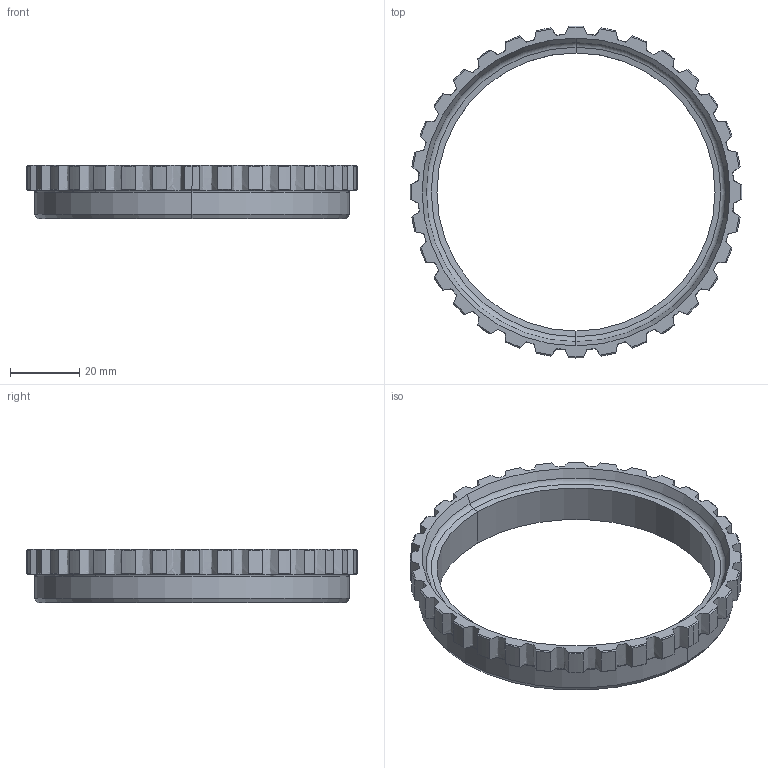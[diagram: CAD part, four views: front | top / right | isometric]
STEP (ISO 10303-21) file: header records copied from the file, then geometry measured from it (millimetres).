
FILE_DESCRIPTION(('3DEXPERIENCE STEP','CAx-IF Rec.Pracs.--- Model Styling and Organization---1.5--- 2016-08-15','CAx-IF Rec.Pracs.---Supplemental Geometry---1.0---2011-11-01','CAx-IF Rec.Pracs.--- Composite Materials ---3.4---2017-06-13','CAx-IF Rec.Pracs.---Tessellated 3D Geometry---1.0---2015-12-17'),'2;1');
FILE_NAME('HU-FS Hohlrad A.1_TEAMS.stp','2025-09-10T15:10:23+00:00',('none'),('none'),'3DEXPERIENCE Platform3DEXPERIENCE R2025x HotFix 4.26','3DEXPERIENCE Platform STEP AP242 v3','none');
FILE_SCHEMA(('AP242_MANAGED_MODEL_BASED_3D_ENGINEERING_MIM_LF {1 0 10303 442 1 1 4}'));
Length unit declared in the file: millimetre
Products named in the file (1): HohlradA.1
Bounding box: 95.94 x 95.95 x 15.5 mm (x, y, z)
Volume: 21333.5 mm3; surface area: 11998.8 mm2
Topology: 1 solids, 1 shells, 184 faces, 530 edges, 348 vertices
Faces by surface type: cone 76, cylinder 38, plane 34, bspline 32, torus 4
Entity records: 8287 total; most frequent: CARTESIAN_POINT 4773, ORIENTED_EDGE 1060, EDGE_CURVE 530, B_SPLINE_CURVE_WITH_KNOTS 354, VERTEX_POINT 348, DIRECTION 206, EDGE_LOOP 186, ADVANCED_FACE 184
